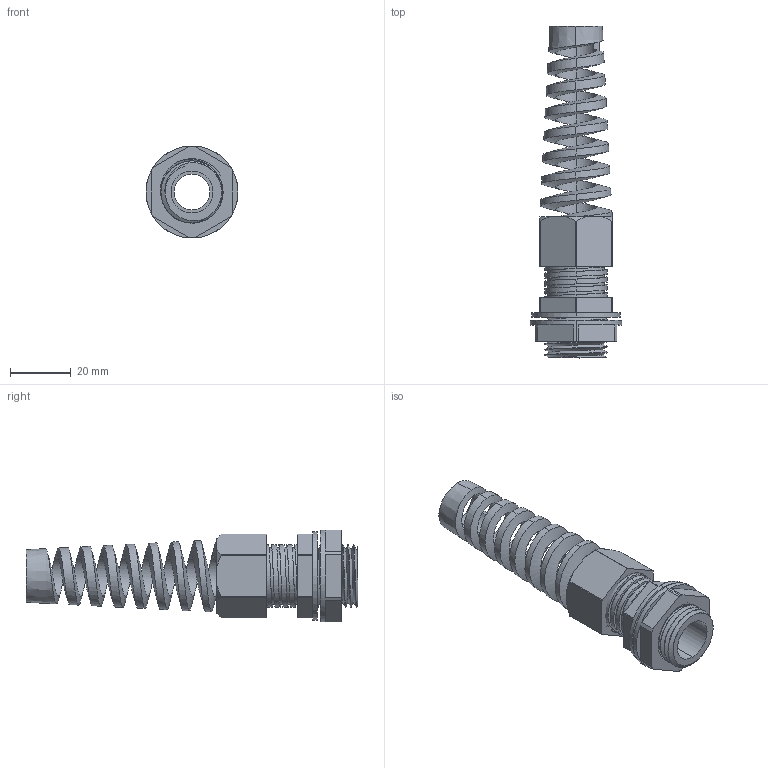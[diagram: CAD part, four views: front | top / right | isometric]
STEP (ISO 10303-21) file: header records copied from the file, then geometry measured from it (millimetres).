
FILE_DESCRIPTION (( 'STEP AP203' ), '1' );
FILE_NAME ('BNSPBX-22-W.step', '2016-02-11T13:29:11', ( '' ), ( '' ), 'SwSTEP 2.0', 'SolidWorks 2015', '' );
FILE_SCHEMA (( 'CONFIG_CONTROL_DESIGN' ));
Length unit declared in the file: millimetre
Products named in the file (1): BNSPBX-22-W
Bounding box: 30.4 x 109.73 x 30.4 mm (x, y, z)
Volume: 18563.2 mm3; surface area: 21078.4 mm2
Topology: 5 solids, 5 shells, 241 faces, 683 edges, 454 vertices
Faces by surface type: plane 105, cylinder 97, cone 23, bspline 14, torus 2
Entity records: 15963 total; most frequent: CARTESIAN_POINT 10065, ORIENTED_EDGE 1366, DIRECTION 1095, EDGE_CURVE 683, VERTEX_POINT 454, AXIS2_PLACEMENT_3D 397, VECTOR 301, LINE 301
